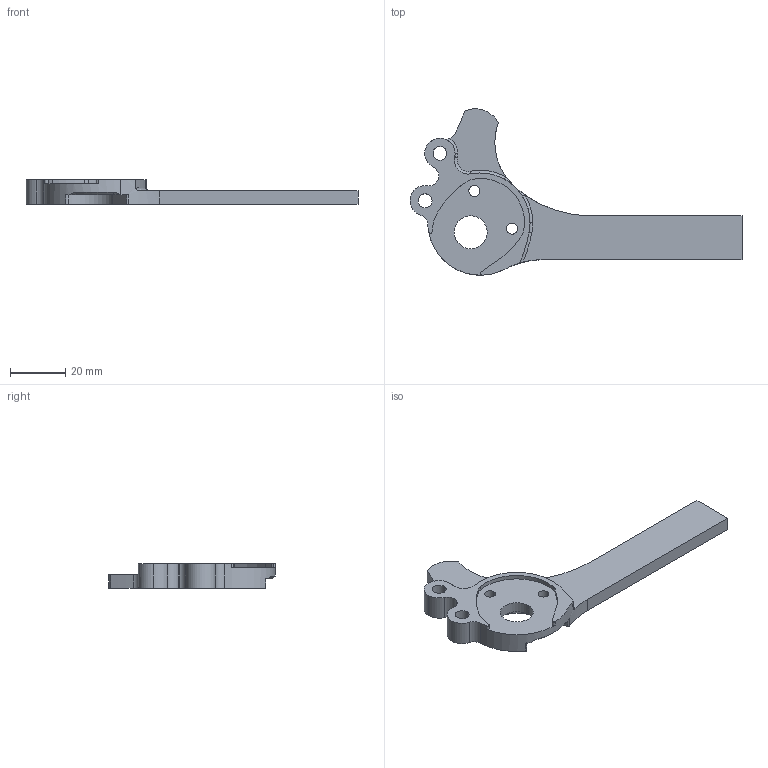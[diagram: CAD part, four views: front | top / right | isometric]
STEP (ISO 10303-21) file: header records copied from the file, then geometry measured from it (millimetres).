
FILE_DESCRIPTION (( 'STEP AP214' ), '1' );
FILE_NAME ('DR2088R_REV2.STEP', '2021-10-25T14:46:19', ( '' ), ( '' ), 'SwSTEP 2.0', 'SolidWorks 2021', '' );
FILE_SCHEMA (( 'AUTOMOTIVE_DESIGN' ));
Length unit declared in the file: millimetre
Products named in the file (1): DR2088R_REV2
Bounding box: 120.53 x 60.38 x 9 mm (x, y, z)
Volume: 16118 mm3; surface area: 8598.8 mm2
Topology: 1 solids, 1 shells, 72 faces, 199 edges, 127 vertices
Faces by surface type: cylinder 43, plane 12, torus 8, cone 7, bspline 2
Entity records: 2474 total; most frequent: CARTESIAN_POINT 502, DIRECTION 452, ORIENTED_EDGE 394, EDGE_CURVE 197, AXIS2_PLACEMENT_3D 191, VERTEX_POINT 127, CIRCLE 120, EDGE_LOOP 82
